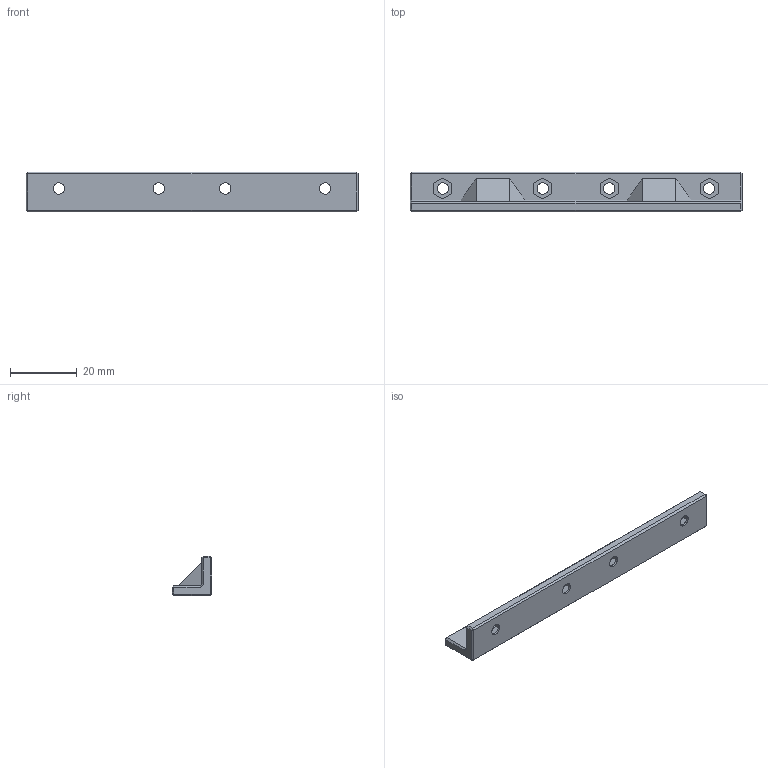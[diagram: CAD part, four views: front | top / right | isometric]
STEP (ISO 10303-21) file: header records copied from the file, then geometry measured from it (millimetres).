
FILE_DESCRIPTION(('FreeCAD Model'),'2;1');
FILE_NAME('Open CASCADE Shape Model','2023-10-07T19:24:59',(''),(''), 'Open CASCADE STEP processor 7.6','FreeCAD','Unknown');
FILE_SCHEMA(('AUTOMOTIVE_DESIGN { 1 0 10303 214 1 1 1 1 }'));
Length unit declared in the file: millimetre
Products named in the file (1): P0170-07-a_Kante
Bounding box: 99.8 x 11.9 x 11.9 mm (x, y, z)
Volume: 6264.1 mm3; surface area: 4942 mm2
Topology: 1 solids, 1 shells, 291 faces, 764 edges, 498 vertices
Faces by surface type: extrusion 142, plane 141, cylinder 8
Full cylindrical faces by diameter (mm): 3.4 x8
Entity records: 19024 total; most frequent: CARTESIAN_POINT 4526, DIRECTION 2178, VECTOR 1834, LINE 1692, ORIENTED_EDGE 1528, PCURVE 1528, DEFINITIONAL_REPRESENTATION 1528, EDGE_CURVE 764
